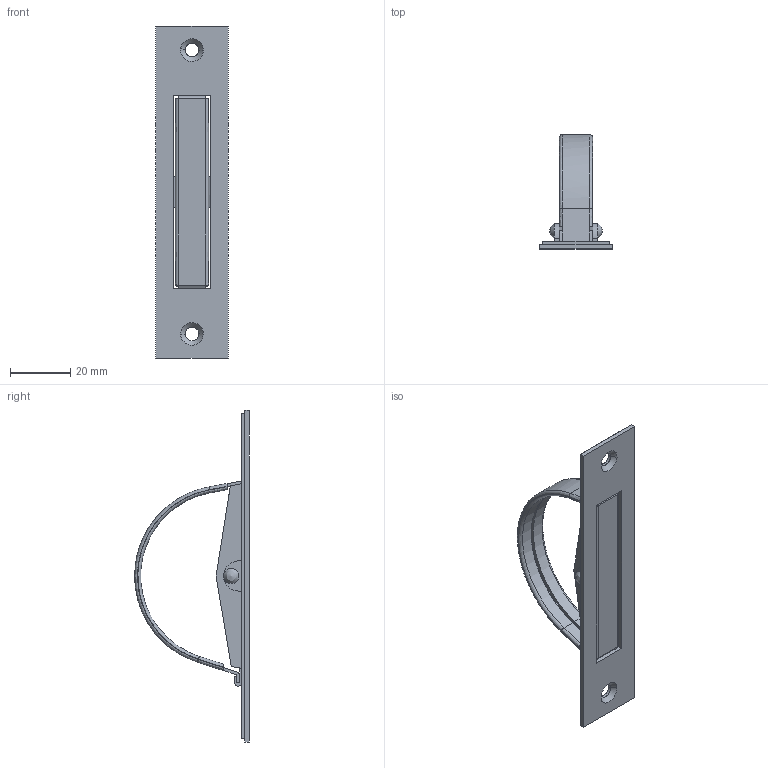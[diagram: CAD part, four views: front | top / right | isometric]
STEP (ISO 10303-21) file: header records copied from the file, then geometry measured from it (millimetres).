
FILE_DESCRIPTION((''),'2;1');
FILE_NAME('','2005-10-12T14:30:50',(''),(''),'','CADfix','');
FILE_SCHEMA(('AUTOMOTIVE_DESIGN'));
Length unit declared in the file: millimetre
Products named in the file (5): pull; pin; base; balance; THA_252_2_28433_36
Assembly tree (4 placements, depth 2):
  THA_252_2_28433_36
    pull
    pin
    base
    balance
Bounding box: 24 x 37.99 x 110 mm (x, y, z)
Volume: 8108.9 mm3; surface area: 15981.9 mm2
Topology: 4 solids, 4 shells, 135 faces, 391 edges, 266 vertices
Faces by surface type: bspline 135
Entity records: 4585 total; most frequent: CARTESIAN_POINT 2217, ORIENTED_EDGE 782, EDGE_CURVE 391, VERTEX_POINT 266, QUASI_UNIFORM_CURVE 257, EDGE_LOOP 157, FACE_OUTER_BOUND 135, ADVANCED_FACE 135
